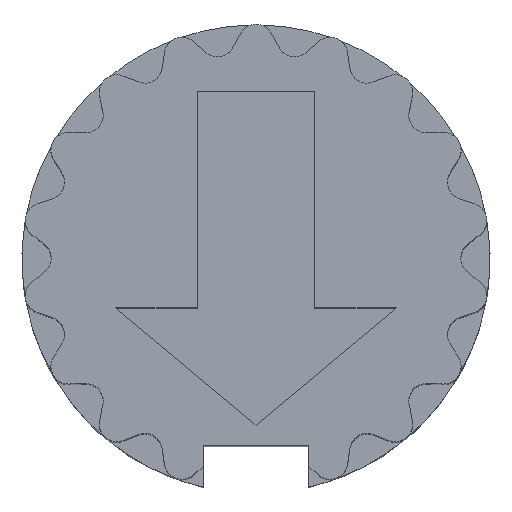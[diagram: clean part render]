
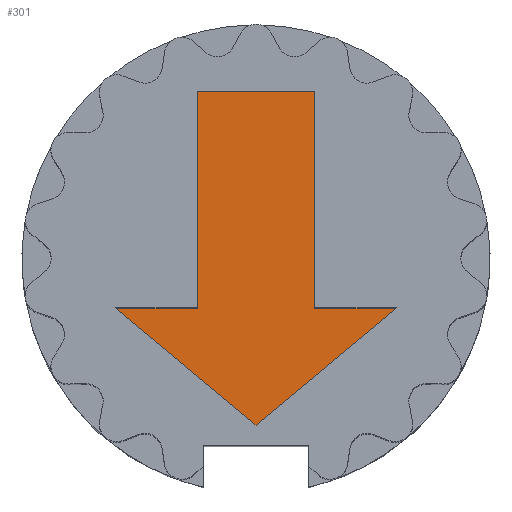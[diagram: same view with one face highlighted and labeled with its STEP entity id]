
A CAD part, top view. The second image highlights one B-rep face of the part: STEP entity #301.
In plain terms, the highlighted planar face has unit normal (0, 0, 1).
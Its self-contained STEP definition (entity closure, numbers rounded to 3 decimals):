
#301 = ADVANCED_FACE( '', ( #657 ), #658, .F. );
#657 = FACE_OUTER_BOUND( '', #1061, .T. );
#658 = PLANE( '', #1062 );
#1061 = EDGE_LOOP( '', ( #1956, #1957, #1958, #1959, #1960, #1961, #1962 ) );
#1062 = AXIS2_PLACEMENT_3D( '', #1963, #1964, #1965 );
#1956 = ORIENTED_EDGE( '', *, *, #2847, .T. );
#1957 = ORIENTED_EDGE( '', *, *, #2796, .T. );
#1958 = ORIENTED_EDGE( '', *, *, #2848, .T. );
#1959 = ORIENTED_EDGE( '', *, *, #2849, .T. );
#1960 = ORIENTED_EDGE( '', *, *, #2804, .T. );
#1961 = ORIENTED_EDGE( '', *, *, #2850, .T. );
#1962 = ORIENTED_EDGE( '', *, *, #2800, .T. );
#1963 = CARTESIAN_POINT( '', ( 0.5, -0.425, 6.3 ) );
#1964 = DIRECTION( '', ( 0., 0., -1. ) );
#1965 = DIRECTION( '', ( -1., 0., 0. ) );
#2796 = EDGE_CURVE( '', #3487, #3485, #3488, .T. );
#2800 = EDGE_CURVE( '', #3493, #3491, #3494, .T. );
#2804 = EDGE_CURVE( '', #3499, #3497, #3500, .T. );
#2847 = EDGE_CURVE( '', #3491, #3487, #3553, .T. );
#2848 = EDGE_CURVE( '', #3485, #3554, #3555, .T. );
#2849 = EDGE_CURVE( '', #3554, #3499, #3556, .T. );
#2850 = EDGE_CURVE( '', #3497, #3493, #3557, .T. );
#3485 = VERTEX_POINT( '', #4393 );
#3487 = VERTEX_POINT( '', #4396 );
#3488 = LINE( '', #4397, #4398 );
#3491 = VERTEX_POINT( '', #4402 );
#3493 = VERTEX_POINT( '', #4405 );
#3494 = LINE( '', #4406, #4407 );
#3497 = VERTEX_POINT( '', #4411 );
#3499 = VERTEX_POINT( '', #4414 );
#3500 = LINE( '', #4415, #4416 );
#3553 = LINE( '', #4488, #4489 );
#3554 = VERTEX_POINT( '', #4490 );
#3555 = LINE( '', #4491, #4492 );
#3556 = LINE( '', #4493, #4494 );
#3557 = LINE( '', #4495, #4496 );
#4393 = CARTESIAN_POINT( '', ( 0.5, 1.425, 6.3 ) );
#4396 = CARTESIAN_POINT( '', ( 0.5, -0.425, 6.3 ) );
#4397 = CARTESIAN_POINT( '', ( 0.5, -0.425, 6.3 ) );
#4398 = VECTOR( '', #5078, 1000. );
#4402 = CARTESIAN_POINT( '', ( 1.2, -0.425, 6.3 ) );
#4405 = CARTESIAN_POINT( '', ( 0., -1.425, 6.3 ) );
#4406 = CARTESIAN_POINT( '', ( 1.2, -0.425, 6.3 ) );
#4407 = VECTOR( '', #5081, 1000. );
#4411 = CARTESIAN_POINT( '', ( -1.2, -0.425, 6.3 ) );
#4414 = CARTESIAN_POINT( '', ( -0.5, -0.425, 6.3 ) );
#4415 = CARTESIAN_POINT( '', ( -1.2, -0.425, 6.3 ) );
#4416 = VECTOR( '', #5084, 1000. );
#4488 = CARTESIAN_POINT( '', ( 0.5, -0.425, 6.3 ) );
#4489 = VECTOR( '', #5128, 1000. );
#4490 = CARTESIAN_POINT( '', ( -0.5, 1.425, 6.3 ) );
#4491 = CARTESIAN_POINT( '', ( 0.5, 1.425, 6.3 ) );
#4492 = VECTOR( '', #5129, 1000. );
#4493 = CARTESIAN_POINT( '', ( -0.5, 1.425, 6.3 ) );
#4494 = VECTOR( '', #5130, 1000. );
#4495 = CARTESIAN_POINT( '', ( 0., -1.425, 6.3 ) );
#4496 = VECTOR( '', #5131, 1000. );
#5078 = DIRECTION( '', ( 0., 1., 0. ) );
#5081 = DIRECTION( '', ( 0.768, 0.64, 0. ) );
#5084 = DIRECTION( '', ( -1., 0., 0. ) );
#5128 = DIRECTION( '', ( -1., 0., 0. ) );
#5129 = DIRECTION( '', ( -1., 0., 0. ) );
#5130 = DIRECTION( '', ( 0., -1., 0. ) );
#5131 = DIRECTION( '', ( 0.768, -0.64, 0. ) );
